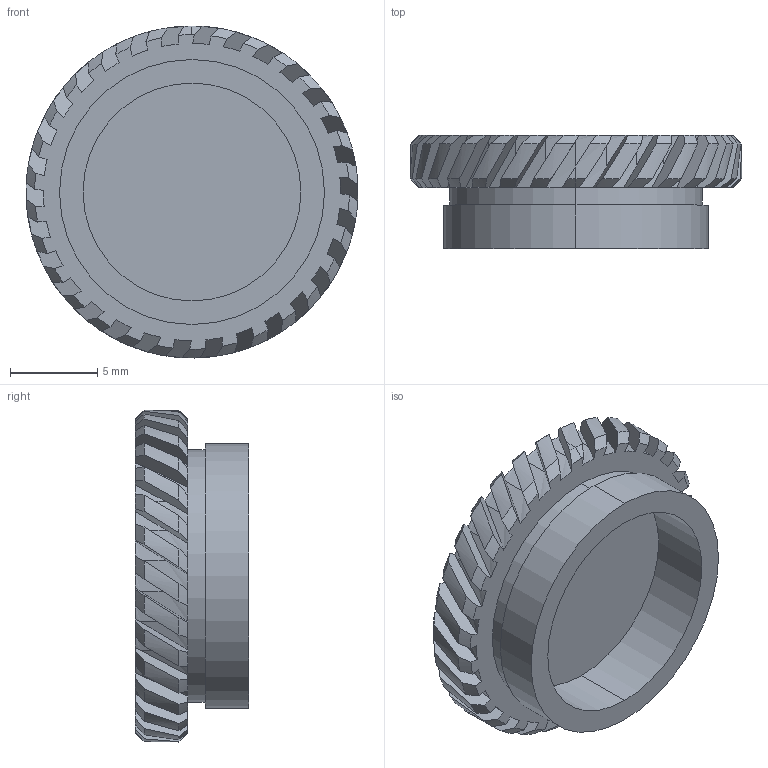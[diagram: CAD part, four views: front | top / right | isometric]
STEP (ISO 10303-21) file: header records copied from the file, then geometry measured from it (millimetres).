
FILE_DESCRIPTION (( 'STEP AP214' ), '1' );
FILE_NAME ('513006.STEP', '2019-09-17T03:06:32', ( '' ), ( '' ), 'SwSTEP 2.0', 'SolidWorks 2016', '' );
FILE_SCHEMA (( 'AUTOMOTIVE_DESIGN' ));
Length unit declared in the file: millimetre
Products named in the file (1): 513006
Bounding box: 19.05 x 6.5 x 19.05 mm (x, y, z)
Volume: 951 mm3; surface area: 1205.2 mm2
Topology: 1 solids, 1 shells, 224 faces, 656 edges, 437 vertices
Faces by surface type: cylinder 97, plane 65, cone 62
Entity records: 7644 total; most frequent: CARTESIAN_POINT 2224, ORIENTED_EDGE 1312, DIRECTION 999, EDGE_CURVE 656, VERTEX_POINT 437, AXIS2_PLACEMENT_3D 420, EDGE_LOOP 227, FACE_OUTER_BOUND 224
